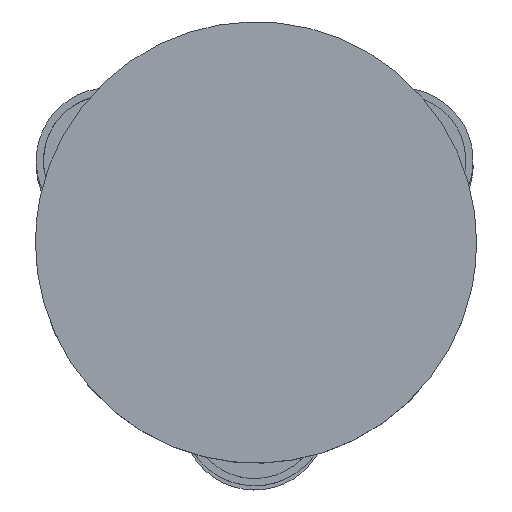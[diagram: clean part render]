
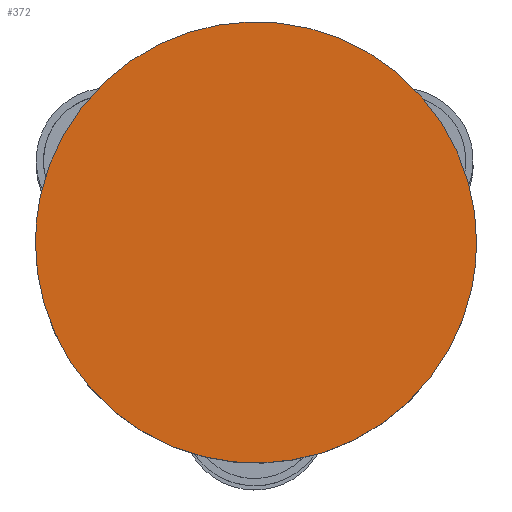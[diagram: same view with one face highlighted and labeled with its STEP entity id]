
A CAD part, top view. The second image highlights one B-rep face of the part: STEP entity #372.
In plain terms, the highlighted planar face has unit normal (0, 0, 1).
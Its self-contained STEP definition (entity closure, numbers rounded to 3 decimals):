
#372=ADVANCED_FACE('',(#594),#3430,.T.);
#594=FACE_OUTER_BOUND('',#824,.T.);
#824=EDGE_LOOP('',(#1865,#1866));
#1865=ORIENTED_EDGE('',*,*,#2427,.T.);
#1866=ORIENTED_EDGE('',*,*,#2433,.T.);
#2427=EDGE_CURVE('',#3304,#3308,#2983,.T.);
#2433=EDGE_CURVE('',#3308,#3304,#2989,.T.);
#2983=(
BOUNDED_CURVE()
B_SPLINE_CURVE(2,(#6394,#6395,#6396,#6397,#6398),.UNSPECIFIED.,.F.,.F.)
B_SPLINE_CURVE_WITH_KNOTS((3,2,3),(0.,118.6,237.201),
 .UNSPECIFIED.)
CURVE()
GEOMETRIC_REPRESENTATION_ITEM()
RATIONAL_B_SPLINE_CURVE((1.,0.707,1.,0.707,1.))
REPRESENTATION_ITEM('')
);
#2989=(
BOUNDED_CURVE()
B_SPLINE_CURVE(2,(#6418,#6419,#6420,#6421,#6422),.UNSPECIFIED.,.F.,.F.)
B_SPLINE_CURVE_WITH_KNOTS((3,2,3),(237.201,355.801,474.401),
 .UNSPECIFIED.)
CURVE()
GEOMETRIC_REPRESENTATION_ITEM()
RATIONAL_B_SPLINE_CURVE((1.,0.707,1.,0.707,1.))
REPRESENTATION_ITEM('')
);
#3304=VERTEX_POINT('',#6380);
#3308=VERTEX_POINT('',#6384);
#3430=PLANE('',#3756);
#3756=AXIS2_PLACEMENT_3D('',#6374,#3968,$);
#3968=DIRECTION('',(0.,0.,1.));
#6374=CARTESIAN_POINT('',(94.836,486.846,1027.));
#6380=CARTESIAN_POINT('',(-75.047,392.467,1027.));
#6384=CARTESIAN_POINT('',(75.96,392.467,1027.));
#6394=CARTESIAN_POINT('',(-75.047,392.467,1027.));
#6395=CARTESIAN_POINT('',(-75.047,316.964,1027.));
#6396=CARTESIAN_POINT('',(0.457,316.964,1027.));
#6397=CARTESIAN_POINT('',(75.96,316.964,1027.));
#6398=CARTESIAN_POINT('',(75.96,392.467,1027.));
#6418=CARTESIAN_POINT('',(75.96,392.467,1027.));
#6419=CARTESIAN_POINT('',(75.96,467.971,1027.));
#6420=CARTESIAN_POINT('',(0.457,467.971,1027.));
#6421=CARTESIAN_POINT('',(-75.047,467.971,1027.));
#6422=CARTESIAN_POINT('',(-75.047,392.467,1027.));
